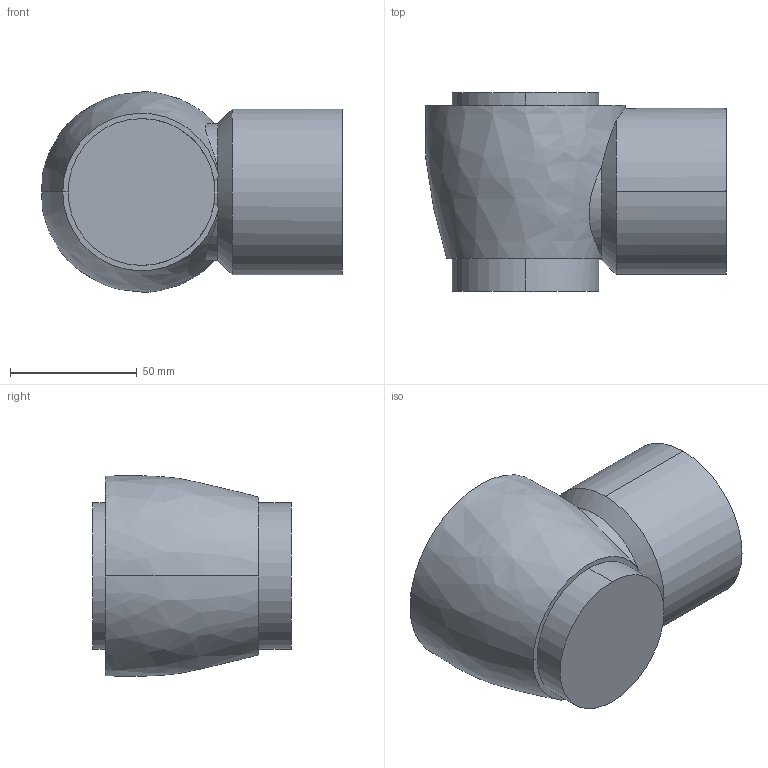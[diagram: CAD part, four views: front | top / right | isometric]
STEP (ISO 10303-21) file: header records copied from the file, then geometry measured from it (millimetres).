
FILE_DESCRIPTION (( 'STEP AP214' ), '1' );
FILE_NAME ('KR6_KR10_R900_sixx_CR-Link_5.STEP', '2017-08-22T10:14:50', ( '' ), ( '' ), 'SwSTEP 2.0', 'SolidWorks 2016', '' );
FILE_SCHEMA (( 'AUTOMOTIVE_DESIGN' ));
Length unit declared in the file: millimetre
Products named in the file (1): KR6_KR10_R900_sixx_CR-Link_5
Bounding box: 118.75 x 78.5 x 79.27 mm (x, y, z)
Volume: 447984.7 mm3; surface area: 38094.4 mm2
Topology: 1 solids, 1 shells, 79 faces, 207 edges, 137 vertices
Faces by surface type: plane 48, cylinder 16, bspline 12, cone 3
Entity records: 3108 total; most frequent: CARTESIAN_POINT 1235, ORIENTED_EDGE 414, DIRECTION 327, EDGE_CURVE 207, VERTEX_POINT 137, VECTOR 119, LINE 119, AXIS2_PLACEMENT_3D 104
